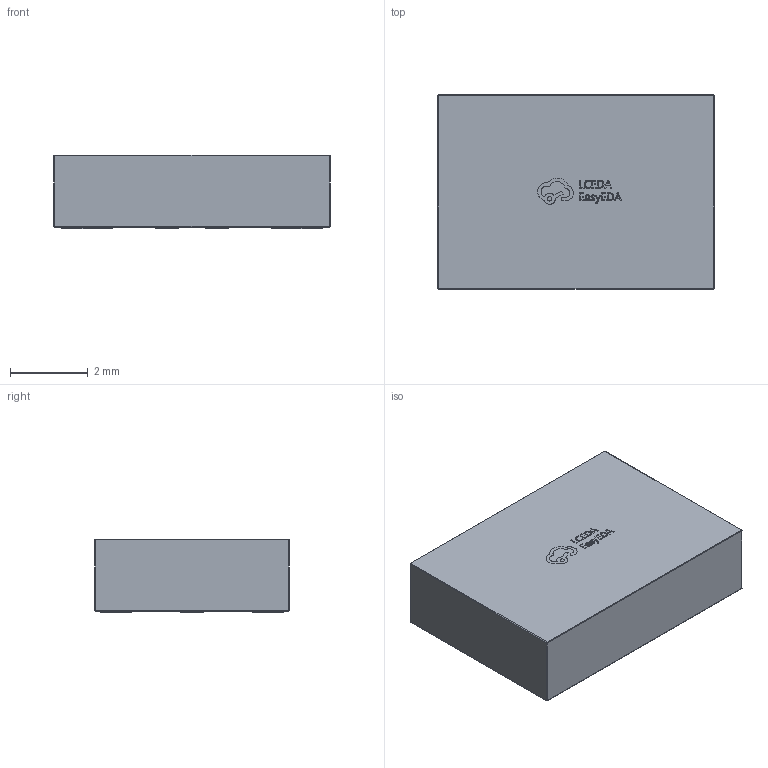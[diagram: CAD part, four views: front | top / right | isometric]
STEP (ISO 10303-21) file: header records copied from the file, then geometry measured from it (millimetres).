
FILE_DESCRIPTION (( 'STEP AP214' ), '1' );
FILE_NAME ('OSC-SMD_4P-L7.0-W5.0-H1.9-BL_BT0507BC3I507CN30.72.step', '2022-07-07T03:25:48', ( '' ), ( '' ), 'SwSTEP 2.0', 'SolidWorks 2020', '' );
FILE_SCHEMA (( 'AUTOMOTIVE_DESIGN' ));
Length unit declared in the file: millimetre
Products named in the file (1): OSC-SMD_4P-L7.0-W5.0-H1.9-BL_BT0507BC3I507CN30.72
Bounding box: 7.1 x 5 x 1.9 mm (x, y, z)
Volume: 66 mm3; surface area: 117 mm2
Topology: 1 solids, 1 shells, 360 faces, 950 edges, 620 vertices
Faces by surface type: plane 228, bspline 112, cylinder 12, sphere 8
Entity records: 15420 total; most frequent: CARTESIAN_POINT 4027, ORIENTED_EDGE 1884, DIRECTION 1236, EDGE_CURVE 942, VECTOR 690, LINE 690, VERTEX_POINT 620, EDGE_LOOP 396
